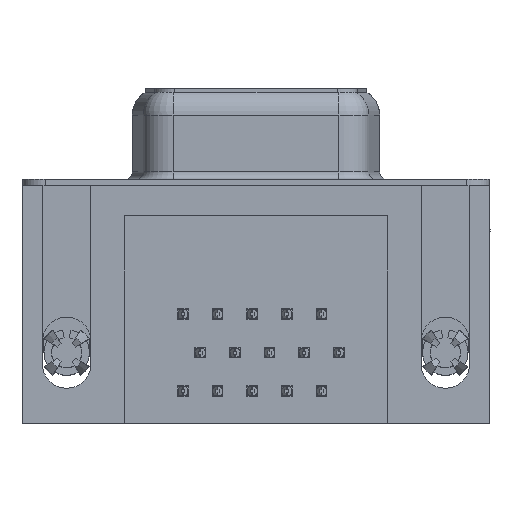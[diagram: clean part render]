
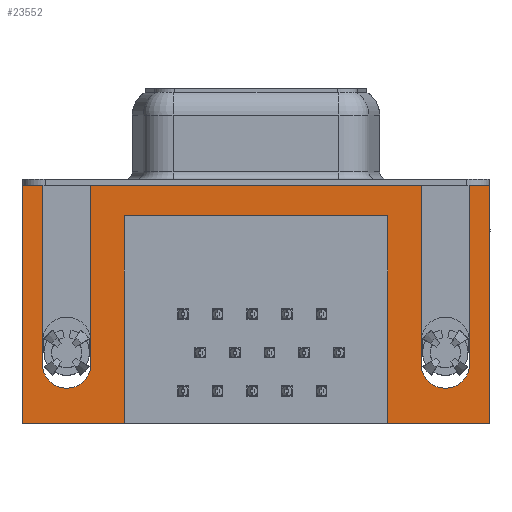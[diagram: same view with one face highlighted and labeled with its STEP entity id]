
A CAD part, front view. The second image highlights one B-rep face of the part: STEP entity #23552.
In plain terms, the highlighted planar face has unit normal (0, -1, 0).
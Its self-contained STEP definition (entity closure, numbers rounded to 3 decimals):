
#375 = VERTEX_POINT ( 'NONE', #14662 ) ;
#553 = EDGE_CURVE ( 'NONE', #20359, #2550, #10489, .T. ) ;
#917 = DIRECTION ( 'NONE',  ( 0., 0., 1. ) ) ;
#1218 = CARTESIAN_POINT ( 'NONE',  ( -2.91, -6.275, 0. ) ) ;
#1595 = CIRCLE ( 'NONE', #22465, 1.6 ) ;
#1669 = EDGE_CURVE ( 'NONE', #11845, #20359, #20930, .T. ) ;
#1840 = DIRECTION ( 'NONE',  ( -1., 0., 0. ) ) ;
#2005 = AXIS2_PLACEMENT_3D ( 'NONE', #10590, #30901, #32835 ) ;
#2343 = EDGE_CURVE ( 'NONE', #26549, #2887, #27367, .T. ) ;
#2550 = VERTEX_POINT ( 'NONE', #28281 ) ;
#2801 = EDGE_CURVE ( 'NONE', #6799, #27203, #13049, .T. ) ;
#2863 = ORIENTED_EDGE ( 'NONE', *, *, #6342, .F. ) ;
#2887 = VERTEX_POINT ( 'NONE', #9849 ) ;
#3018 = LINE ( 'NONE', #20022, #16088 ) ;
#3187 = CARTESIAN_POINT ( 'NONE',  ( 1.6, -6.275, -11.78 ) ) ;
#3313 = VECTOR ( 'NONE', #11795, 1000. ) ;
#3376 = ORIENTED_EDGE ( 'NONE', *, *, #28848, .F. ) ;
#3459 = CARTESIAN_POINT ( 'NONE',  ( -1.6, -6.275, 0. ) ) ;
#3599 = PLANE ( 'NONE',  #14057 ) ;
#3857 = VERTEX_POINT ( 'NONE', #16391 ) ;
#3896 = DIRECTION ( 'NONE',  ( 0., 0., -1. ) ) ;
#4109 = EDGE_CURVE ( 'NONE', #27311, #14810, #6428, .T. ) ;
#4256 = LINE ( 'NONE', #32008, #30982 ) ;
#4474 = LINE ( 'NONE', #28891, #29561 ) ;
#4526 = DIRECTION ( 'NONE',  ( 0., 0., -1. ) ) ;
#4574 = EDGE_CURVE ( 'NONE', #6181, #27311, #30258, .T. ) ;
#4645 = LINE ( 'NONE', #14097, #15710 ) ;
#4932 = VERTEX_POINT ( 'NONE', #18630 ) ;
#5137 = ORIENTED_EDGE ( 'NONE', *, *, #2343, .F. ) ;
#5225 = EDGE_CURVE ( 'NONE', #20469, #6181, #20153, .T. ) ;
#5884 = EDGE_CURVE ( 'NONE', #19690, #20469, #3018, .T. ) ;
#6181 = VERTEX_POINT ( 'NONE', #20751 ) ;
#6342 = EDGE_CURVE ( 'NONE', #375, #19690, #4645, .T. ) ;
#6428 = LINE ( 'NONE', #14884, #19411 ) ;
#6643 = ORIENTED_EDGE ( 'NONE', *, *, #1669, .F. ) ;
#6799 = VERTEX_POINT ( 'NONE', #16651 ) ;
#6861 = CARTESIAN_POINT ( 'NONE',  ( 23.39, -6.275, 0. ) ) ;
#7225 = VECTOR ( 'NONE', #3896, 1000. ) ;
#7318 = DIRECTION ( 'NONE',  ( 0., 0., 1. ) ) ;
#7861 = ORIENTED_EDGE ( 'NONE', *, *, #14401, .F. ) ;
#8575 = ORIENTED_EDGE ( 'NONE', *, *, #33401, .F. ) ;
#8621 = ORIENTED_EDGE ( 'NONE', *, *, #26408, .F. ) ;
#8986 = DIRECTION ( 'NONE',  ( 0., 0., -1. ) ) ;
#9435 = CARTESIAN_POINT ( 'NONE',  ( -2.91, -6.275, -2.5 ) ) ;
#9849 = CARTESIAN_POINT ( 'NONE',  ( 1.6, -6.275, 0. ) ) ;
#9972 = CARTESIAN_POINT ( 'NONE',  ( 23.39, -6.275, 0. ) ) ;
#10489 = CIRCLE ( 'NONE', #2005, 1.6 ) ;
#10590 = CARTESIAN_POINT ( 'NONE',  ( 24.99, -6.275, -11.78 ) ) ;
#11795 = DIRECTION ( 'NONE',  ( 1., 0., 0. ) ) ;
#11845 = VERTEX_POINT ( 'NONE', #9972 ) ;
#11925 = DIRECTION ( 'NONE',  ( 0., -1., 0. ) ) ;
#12189 = CARTESIAN_POINT ( 'NONE',  ( 3.79, -6.275, -2. ) ) ;
#13049 = LINE ( 'NONE', #3459, #26691 ) ;
#13061 = DIRECTION ( 'NONE',  ( 1., 0., 0. ) ) ;
#13293 = ORIENTED_EDGE ( 'NONE', *, *, #2801, .F. ) ;
#13504 = DIRECTION ( 'NONE',  ( 1., 0., 0. ) ) ;
#13528 = ORIENTED_EDGE ( 'NONE', *, *, #5884, .F. ) ;
#13618 = CARTESIAN_POINT ( 'NONE',  ( 1.6, -6.275, 0. ) ) ;
#14057 = AXIS2_PLACEMENT_3D ( 'NONE', #19302, #24443, #8986 ) ;
#14081 = VECTOR ( 'NONE', #17875, 1000. ) ;
#14097 = CARTESIAN_POINT ( 'NONE',  ( 27.9, -6.275, -15.7 ) ) ;
#14346 = ORIENTED_EDGE ( 'NONE', *, *, #553, .F. ) ;
#14401 = EDGE_CURVE ( 'NONE', #4932, #3857, #23996, .T. ) ;
#14510 = VECTOR ( 'NONE', #7318, 1000. ) ;
#14662 = CARTESIAN_POINT ( 'NONE',  ( 27.9, -6.275, -15.7 ) ) ;
#14732 = ORIENTED_EDGE ( 'NONE', *, *, #31221, .T. ) ;
#14810 = VERTEX_POINT ( 'NONE', #25576 ) ;
#14884 = CARTESIAN_POINT ( 'NONE',  ( 27.9, -6.275, -15.7 ) ) ;
#15358 = CARTESIAN_POINT ( 'NONE',  ( 21.2, -6.275, -15.7 ) ) ;
#15710 = VECTOR ( 'NONE', #26890, 1000. ) ;
#16088 = VECTOR ( 'NONE', #17440, 1000. ) ;
#16098 = EDGE_CURVE ( 'NONE', #21830, #6799, #4474, .T. ) ;
#16391 = CARTESIAN_POINT ( 'NONE',  ( 27.9, -6.275, 0. ) ) ;
#16541 = CARTESIAN_POINT ( 'NONE',  ( 21.2, -6.275, -2. ) ) ;
#16651 = CARTESIAN_POINT ( 'NONE',  ( -1.6, -6.275, 0. ) ) ;
#16797 = FACE_OUTER_BOUND ( 'NONE', #31432, .T. ) ;
#17440 = DIRECTION ( 'NONE',  ( 0., 0., 1. ) ) ;
#17875 = DIRECTION ( 'NONE',  ( 0., 0., -1. ) ) ;
#18481 = ORIENTED_EDGE ( 'NONE', *, *, #4574, .F. ) ;
#18630 = CARTESIAN_POINT ( 'NONE',  ( 26.59, -6.275, 0. ) ) ;
#19232 = ORIENTED_EDGE ( 'NONE', *, *, #5225, .F. ) ;
#19302 = CARTESIAN_POINT ( 'NONE',  ( -2.91, -6.275, -2.5 ) ) ;
#19348 = VECTOR ( 'NONE', #25092, 1000. ) ;
#19411 = VECTOR ( 'NONE', #1840, 1000. ) ;
#19690 = VERTEX_POINT ( 'NONE', #15358 ) ;
#20022 = CARTESIAN_POINT ( 'NONE',  ( 21.2, -6.275, -2. ) ) ;
#20153 = LINE ( 'NONE', #12189, #19348 ) ;
#20253 = CARTESIAN_POINT ( 'NONE',  ( -2.91, -6.275, 0. ) ) ;
#20359 = VERTEX_POINT ( 'NONE', #23498 ) ;
#20469 = VERTEX_POINT ( 'NONE', #16541 ) ;
#20751 = CARTESIAN_POINT ( 'NONE',  ( 3.79, -6.275, -2. ) ) ;
#20930 = LINE ( 'NONE', #6861, #14081 ) ;
#21830 = VERTEX_POINT ( 'NONE', #20253 ) ;
#22465 = AXIS2_PLACEMENT_3D ( 'NONE', #27306, #11925, #29917 ) ;
#23015 = LINE ( 'NONE', #9435, #30692 ) ;
#23498 = CARTESIAN_POINT ( 'NONE',  ( 23.39, -6.275, -11.78 ) ) ;
#23552 = ADVANCED_FACE ( 'NONE', ( #16797 ), #3599, .T. ) ;
#23996 = LINE ( 'NONE', #1218, #3313 ) ;
#24443 = DIRECTION ( 'NONE',  ( 0., -1., 0. ) ) ;
#24877 = DIRECTION ( 'NONE',  ( 0., 0., 1. ) ) ;
#25006 = CARTESIAN_POINT ( 'NONE',  ( -1.6, -6.275, -11.78 ) ) ;
#25092 = DIRECTION ( 'NONE',  ( -1., 0., 0. ) ) ;
#25151 = VECTOR ( 'NONE', #27872, 1000. ) ;
#25270 = CARTESIAN_POINT ( 'NONE',  ( 26.59, -6.275, 0. ) ) ;
#25576 = CARTESIAN_POINT ( 'NONE',  ( -2.91, -6.275, -15.7 ) ) ;
#26371 = ORIENTED_EDGE ( 'NONE', *, *, #4109, .F. ) ;
#26408 = EDGE_CURVE ( 'NONE', #2887, #11845, #32369, .T. ) ;
#26549 = VERTEX_POINT ( 'NONE', #3187 ) ;
#26691 = VECTOR ( 'NONE', #4526, 1000. ) ;
#26890 = DIRECTION ( 'NONE',  ( -1., 0., 0. ) ) ;
#27203 = VERTEX_POINT ( 'NONE', #25006 ) ;
#27306 = CARTESIAN_POINT ( 'NONE',  ( 0., -6.275, -11.78 ) ) ;
#27311 = VERTEX_POINT ( 'NONE', #27352 ) ;
#27352 = CARTESIAN_POINT ( 'NONE',  ( 3.79, -6.275, -15.7 ) ) ;
#27367 = LINE ( 'NONE', #13618, #14510 ) ;
#27872 = DIRECTION ( 'NONE',  ( 0., 0., 1. ) ) ;
#28281 = CARTESIAN_POINT ( 'NONE',  ( 26.59, -6.275, -11.78 ) ) ;
#28848 = EDGE_CURVE ( 'NONE', #14810, #21830, #23015, .T. ) ;
#28891 = CARTESIAN_POINT ( 'NONE',  ( -2.91, -6.275, 0. ) ) ;
#29561 = VECTOR ( 'NONE', #13504, 1000. ) ;
#29715 = CARTESIAN_POINT ( 'NONE',  ( 3.79, -6.275, -2. ) ) ;
#29917 = DIRECTION ( 'NONE',  ( 1., 0., 0. ) ) ;
#30043 = ORIENTED_EDGE ( 'NONE', *, *, #33600, .F. ) ;
#30258 = LINE ( 'NONE', #29715, #7225 ) ;
#30692 = VECTOR ( 'NONE', #24877, 1000. ) ;
#30901 = DIRECTION ( 'NONE',  ( 0., -1., 0. ) ) ;
#30982 = VECTOR ( 'NONE', #917, 1000. ) ;
#31221 = EDGE_CURVE ( 'NONE', #375, #3857, #4256, .T. ) ;
#31432 = EDGE_LOOP ( 'NONE', ( #30043, #14346, #6643, #8621, #5137, #8575, #13293, #31667, #3376, #26371, #18481, #19232, #13528, #2863, #14732, #7861 ) ) ;
#31540 = VECTOR ( 'NONE', #13061, 1000. ) ;
#31667 = ORIENTED_EDGE ( 'NONE', *, *, #16098, .F. ) ;
#32008 = CARTESIAN_POINT ( 'NONE',  ( 27.9, -6.275, -2.5 ) ) ;
#32369 = LINE ( 'NONE', #33657, #31540 ) ;
#32835 = DIRECTION ( 'NONE',  ( -1., 0., 0. ) ) ;
#32855 = LINE ( 'NONE', #25270, #25151 ) ;
#33401 = EDGE_CURVE ( 'NONE', #27203, #26549, #1595, .T. ) ;
#33600 = EDGE_CURVE ( 'NONE', #2550, #4932, #32855, .T. ) ;
#33657 = CARTESIAN_POINT ( 'NONE',  ( -2.91, -6.275, 0. ) ) ;
